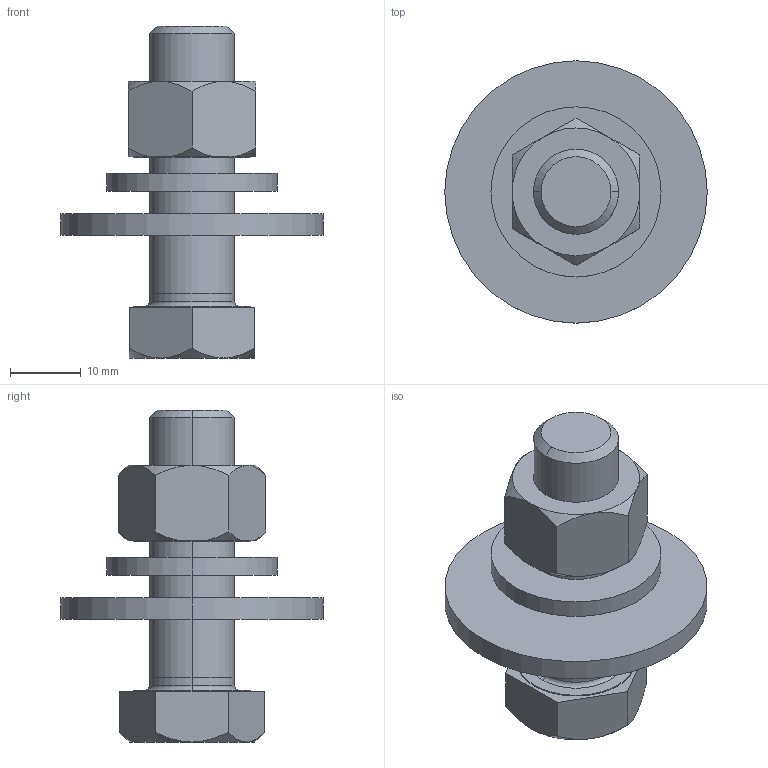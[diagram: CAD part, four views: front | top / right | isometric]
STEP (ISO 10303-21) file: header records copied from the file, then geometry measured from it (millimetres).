
FILE_DESCRIPTION((''),'2;1');
FILE_NAME('3164020_ASM','2013-01-26T',('AndreasKeweloh'),(''),'PRO/ENGINEER BY PARAMETRIC TECHNOLOGY CORPORATION, 2012360','PRO/ENGINEER BY PARAMETRIC TECHNOLOGY CORPORATION, 2012360','');
FILE_SCHEMA(('CONFIG_CONTROL_DESIGN'));
Length unit declared in the file: millimetre
Products named in the file (5): DEI4017_A_120_040_88; DEI7093_1_120_ST; DEI7089_120_ST; DEI4032_MT_120_8; 3164020_ASM
Assembly tree (4 placements, depth 2):
  3164020_ASM
    DEI4017_A_120_040_88
    DEI7093_1_120_ST
    DEI7089_120_ST
    DEI4032_MT_120_8
Bounding box: 37 x 37 x 46.82 mm (x, y, z)
Volume: 12156.2 mm3; surface area: 8676.7 mm2
Topology: 4 solids, 6 shells, 70 faces, 156 edges, 98 vertices
Faces by surface type: plane 24, cone 24, cylinder 20, torus 2
Entity records: 2215 total; most frequent: CARTESIAN_POINT 517, DIRECTION 356, ORIENTED_EDGE 304, EDGE_CURVE 156, AXIS2_PLACEMENT_3D 153, VERTEX_POINT 98, EDGE_LOOP 80, FACE_OUTER_BOUND 70
